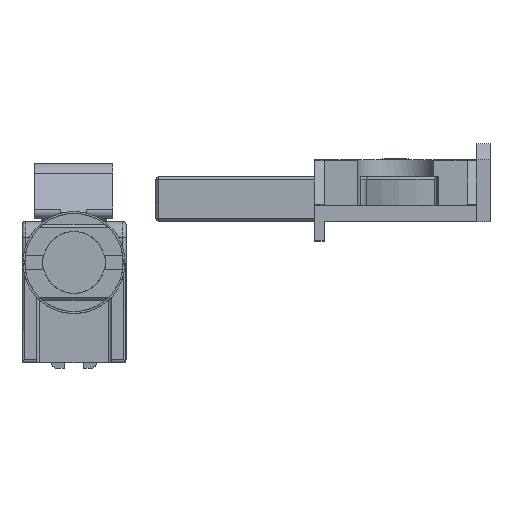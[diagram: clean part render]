
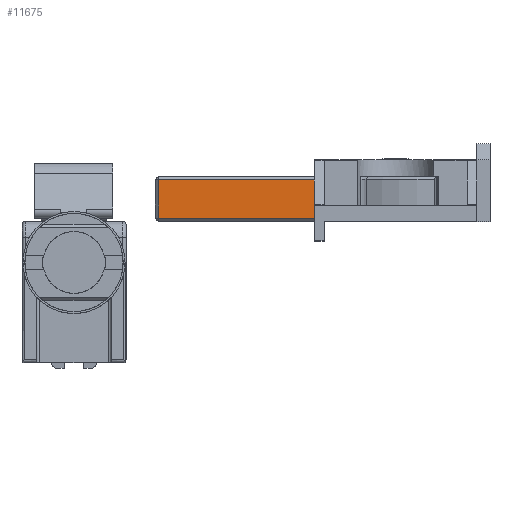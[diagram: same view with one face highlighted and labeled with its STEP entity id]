
A CAD part, top view. The second image highlights one B-rep face of the part: STEP entity #11675.
In plain terms, the highlighted face is planar.
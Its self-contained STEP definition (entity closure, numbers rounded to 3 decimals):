
#826=PLANE('',#12727);
#1327=FACE_OUTER_BOUND('',#1903,.T.);
#1903=EDGE_LOOP('',(#10479,#10480,#10481,#10482));
#2776=LINE('',#69107,#3724);
#2788=LINE('',#69168,#3736);
#2789=LINE('',#69170,#3737);
#2790=LINE('',#69171,#3738);
#3724=VECTOR('',#15275,10.);
#3736=VECTOR('',#15327,10.);
#3737=VECTOR('',#15328,10.);
#3738=VECTOR('',#15329,10.);
#5324=VERTEX_POINT('',#69090);
#5328=VERTEX_POINT('',#69102);
#5357=VERTEX_POINT('',#69167);
#5358=VERTEX_POINT('',#69169);
#7072=EDGE_CURVE('',#5328,#5324,#2776,.T.);
#7102=EDGE_CURVE('',#5324,#5357,#2788,.T.);
#7103=EDGE_CURVE('',#5358,#5328,#2789,.T.);
#7104=EDGE_CURVE('',#5357,#5358,#2790,.T.);
#10479=ORIENTED_EDGE('',*,*,#7102,.F.);
#10480=ORIENTED_EDGE('',*,*,#7072,.F.);
#10481=ORIENTED_EDGE('',*,*,#7103,.F.);
#10482=ORIENTED_EDGE('',*,*,#7104,.F.);
#11675=ADVANCED_FACE('',(#1327),#826,.T.);
#12727=AXIS2_PLACEMENT_3D('',#69166,#15325,#15326);
#15275=DIRECTION('',(0.,0.,1.));
#15325=DIRECTION('center_axis',(-1.,0.,0.));
#15326=DIRECTION('ref_axis',(0.,0.,1.));
#15327=DIRECTION('',(0.,-1.,0.));
#15328=DIRECTION('',(0.,1.,0.));
#15329=DIRECTION('',(0.,0.,-1.));
#69090=CARTESIAN_POINT('',(0.,49.,6.5));
#69102=CARTESIAN_POINT('',(0.,49.,0.5));
#69107=CARTESIAN_POINT('',(0.,49.,1.75));
#69166=CARTESIAN_POINT('Origin',(0.,0.,0.));
#69167=CARTESIAN_POINT('',(0.,18.015,6.5));
#69168=CARTESIAN_POINT('',(0.,10.875,6.5));
#69169=CARTESIAN_POINT('',(0.,18.015,0.5));
#69170=CARTESIAN_POINT('',(0.,14.816,0.5));
#69171=CARTESIAN_POINT('',(0.,18.015,0.));
